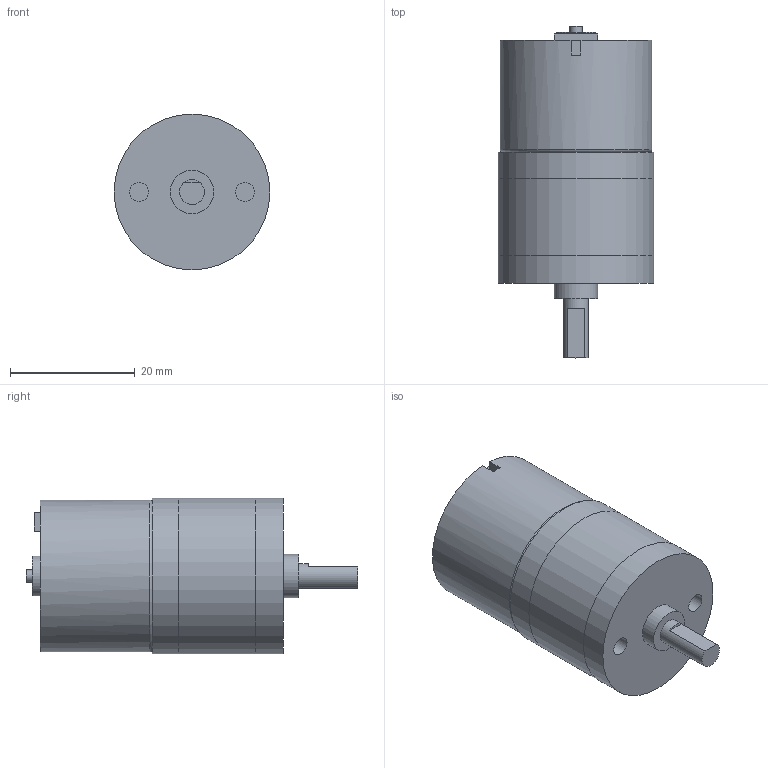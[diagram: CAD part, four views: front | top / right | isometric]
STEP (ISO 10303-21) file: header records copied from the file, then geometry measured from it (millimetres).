
FILE_DESCRIPTION(/* description */ (''),/* implementation_level */ '2;1');
FILE_NAME(/* name */ 'CHR-GM25-BL2418 v4.step',/* time_stamp */ '2024-06-15T22:58:51-07:00',/* author */ (''),/* organization */ (''),/* preprocessor_version */ 'ST-DEVELOPER v20',/* originating_system */ 'Autodesk Translation Framework v13.14.0.145',/* authorisation */ '');
FILE_SCHEMA (('AUTOMOTIVE_DESIGN { 1 0 10303 214 3 1 1 }'));
Length unit declared in the file: millimetre
Products named in the file (1): CHR-GM25-BL2418
Bounding box: 25 x 53.3 x 25 mm (x, y, z)
Volume: 18914.5 mm3; surface area: 7383.5 mm2
Topology: 8 solids, 8 shells, 44 faces, 78 edges, 52 vertices
Faces by surface type: plane 32, cylinder 11, torus 1
Full cylindrical faces by diameter (mm): 2 x1, 3 x2, 4 x2, 6.4 x1, 7 x1, 24.4 x1, 25 x3
Entity records: 1145 total; most frequent: DIRECTION 197, CARTESIAN_POINT 175, ORIENTED_EDGE 156, EDGE_CURVE 78, AXIS2_PLACEMENT_3D 74, EDGE_LOOP 52, VERTEX_POINT 52, LINE 49
